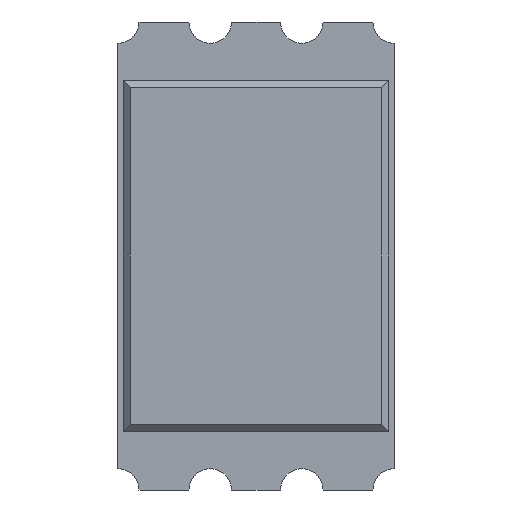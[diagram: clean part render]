
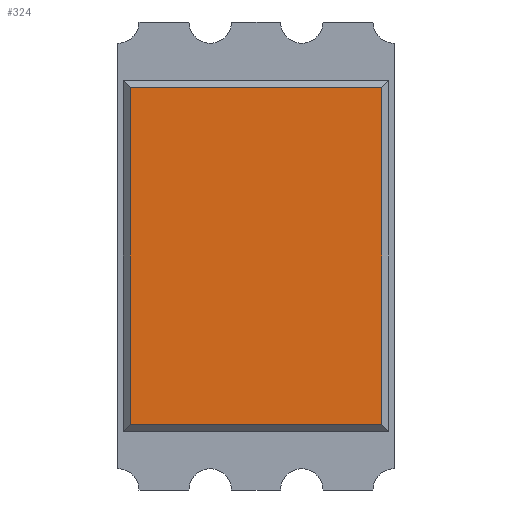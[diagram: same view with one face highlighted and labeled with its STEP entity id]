
A CAD part, front view. The second image highlights one B-rep face of the part: STEP entity #324.
In plain terms, the highlighted planar face has unit normal (0, -1, 0).
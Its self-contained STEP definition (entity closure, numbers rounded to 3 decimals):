
#18 = CARTESIAN_POINT ( 'NONE',  ( -13.712, -0.33, 44.785 ) ) ;
#35 = EDGE_CURVE ( 'NONE', #1087, #758, #594, .T. ) ;
#62 = DIRECTION ( 'NONE',  ( 0., 0., 1. ) ) ;
#115 = ORIENTED_EDGE ( 'NONE', *, *, #772, .T. ) ;
#129 = DIRECTION ( 'NONE',  ( 0., 0., -1. ) ) ;
#149 = VERTEX_POINT ( 'NONE', #1130 ) ;
#199 = CARTESIAN_POINT ( 'NONE',  ( -13.712, -0.33, 48.015 ) ) ;
#207 = CARTESIAN_POINT ( 'NONE',  ( -11.352, -0.33, 44.855 ) ) ;
#212 = EDGE_LOOP ( 'NONE', ( #370, #706, #115, #381 ) ) ;
#244 = DIRECTION ( 'NONE',  ( -1., 0., 0. ) ) ;
#279 = CARTESIAN_POINT ( 'NONE',  ( 0., -0.33, 0. ) ) ;
#299 = DIRECTION ( 'NONE',  ( 0., -1., 0. ) ) ;
#308 = LINE ( 'NONE', #521, #1183 ) ;
#324 = ADVANCED_FACE ( 'NONE', ( #938 ), #820, .T. ) ;
#370 = ORIENTED_EDGE ( 'NONE', *, *, #1143, .T. ) ;
#381 = ORIENTED_EDGE ( 'NONE', *, *, #35, .T. ) ;
#450 = CARTESIAN_POINT ( 'NONE',  ( -13.712, -0.33, 44.855 ) ) ;
#479 = VECTOR ( 'NONE', #129, 1000. ) ;
#521 = CARTESIAN_POINT ( 'NONE',  ( -13.782, -0.33, 48.015 ) ) ;
#530 = VERTEX_POINT ( 'NONE', #199 ) ;
#569 = CARTESIAN_POINT ( 'NONE',  ( -11.282, -0.33, 44.855 ) ) ;
#594 = LINE ( 'NONE', #569, #702 ) ;
#635 = VECTOR ( 'NONE', #62, 1000. ) ;
#702 = VECTOR ( 'NONE', #1310, 1000. ) ;
#706 = ORIENTED_EDGE ( 'NONE', *, *, #1266, .T. ) ;
#716 = DIRECTION ( 'NONE',  ( 0., 0., -1. ) ) ;
#758 = VERTEX_POINT ( 'NONE', #207 ) ;
#767 = AXIS2_PLACEMENT_3D ( 'NONE', #279, #299, #716 ) ;
#772 = EDGE_CURVE ( 'NONE', #530, #1087, #1157, .T. ) ;
#820 = PLANE ( 'NONE',  #767 ) ;
#938 = FACE_OUTER_BOUND ( 'NONE', #212, .T. ) ;
#1087 = VERTEX_POINT ( 'NONE', #450 ) ;
#1130 = CARTESIAN_POINT ( 'NONE',  ( -11.352, -0.33, 48.015 ) ) ;
#1143 = EDGE_CURVE ( 'NONE', #758, #149, #1221, .T. ) ;
#1157 = LINE ( 'NONE', #18, #479 ) ;
#1183 = VECTOR ( 'NONE', #244, 1000. ) ;
#1221 = LINE ( 'NONE', #1336, #635 ) ;
#1266 = EDGE_CURVE ( 'NONE', #149, #530, #308, .T. ) ;
#1310 = DIRECTION ( 'NONE',  ( 1., 0., 0. ) ) ;
#1336 = CARTESIAN_POINT ( 'NONE',  ( -11.352, -0.33, 48.085 ) ) ;
